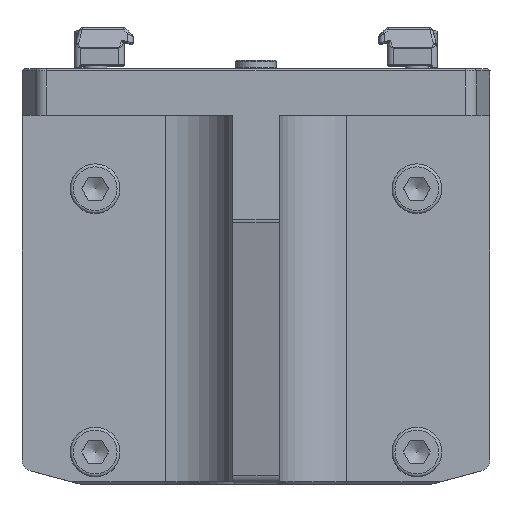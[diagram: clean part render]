
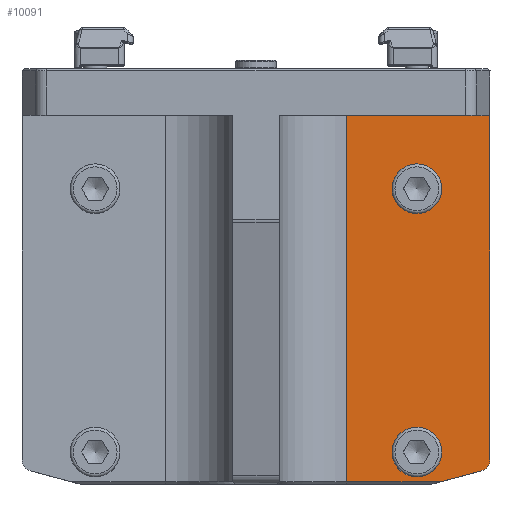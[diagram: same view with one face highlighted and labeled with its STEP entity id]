
A CAD part, top view. The second image highlights one B-rep face of the part: STEP entity #10091.
In plain terms, the highlighted planar face has unit normal (0, 0, 1).
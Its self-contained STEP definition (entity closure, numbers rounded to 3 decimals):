
#819=LINE('',#18458,#1411);
#825=LINE('',#18476,#1417);
#826=LINE('',#18480,#1418);
#827=LINE('',#18484,#1419);
#828=LINE('',#18485,#1420);
#1411=VECTOR('',#13571,10.);
#1417=VECTOR('',#13587,10.);
#1418=VECTOR('',#13592,10.);
#1419=VECTOR('',#13595,10.);
#1420=VECTOR('',#13596,10.);
#1863=FACE_BOUND('',#2919,.T.);
#1864=FACE_BOUND('',#2920,.T.);
#2290=FACE_OUTER_BOUND('',#2918,.T.);
#2918=EDGE_LOOP('',(#8034,#8035,#8036,#8037,#8038,#8039));
#2919=EDGE_LOOP('',(#8040,#8041));
#2920=EDGE_LOOP('',(#8042,#8043));
#3195=CIRCLE('',#10390,4.25);
#3196=CIRCLE('',#10391,4.25);
#3213=CIRCLE('',#10423,4.25);
#3214=CIRCLE('',#10424,4.25);
#3577=CIRCLE('',#11145,2.);
#3839=VERTEX_POINT('',#14774);
#3840=VERTEX_POINT('',#14775);
#3869=VERTEX_POINT('',#14874);
#3870=VERTEX_POINT('',#14875);
#4419=VERTEX_POINT('',#18441);
#4425=VERTEX_POINT('',#18456);
#4432=VERTEX_POINT('',#18475);
#4433=VERTEX_POINT('',#18479);
#4434=VERTEX_POINT('',#18481);
#4435=VERTEX_POINT('',#18483);
#4762=EDGE_CURVE('',#3839,#3840,#3195,.T.);
#4763=EDGE_CURVE('',#3840,#3839,#3196,.T.);
#4803=EDGE_CURVE('',#3869,#3870,#3213,.T.);
#4804=EDGE_CURVE('',#3870,#3869,#3214,.T.);
#5677=EDGE_CURVE('',#4425,#4419,#819,.T.);
#5686=EDGE_CURVE('',#4419,#4432,#825,.T.);
#5688=EDGE_CURVE('',#4433,#4425,#826,.T.);
#5689=EDGE_CURVE('',#4434,#4433,#3577,.T.);
#5690=EDGE_CURVE('',#4435,#4434,#827,.T.);
#5691=EDGE_CURVE('',#4432,#4435,#828,.T.);
#8034=ORIENTED_EDGE('',*,*,#5677,.F.);
#8035=ORIENTED_EDGE('',*,*,#5688,.F.);
#8036=ORIENTED_EDGE('',*,*,#5689,.F.);
#8037=ORIENTED_EDGE('',*,*,#5690,.F.);
#8038=ORIENTED_EDGE('',*,*,#5691,.F.);
#8039=ORIENTED_EDGE('',*,*,#5686,.F.);
#8040=ORIENTED_EDGE('',*,*,#4762,.T.);
#8041=ORIENTED_EDGE('',*,*,#4763,.T.);
#8042=ORIENTED_EDGE('',*,*,#4803,.T.);
#8043=ORIENTED_EDGE('',*,*,#4804,.T.);
#9081=PLANE('',#11144);
#10091=ADVANCED_FACE('',(#2290,#1863,#1864),#9081,.T.);
#10390=AXIS2_PLACEMENT_3D('',#14776,#11735,#11736);
#10391=AXIS2_PLACEMENT_3D('',#14777,#11737,#11738);
#10423=AXIS2_PLACEMENT_3D('',#14876,#11817,#11818);
#10424=AXIS2_PLACEMENT_3D('',#14877,#11819,#11820);
#11144=AXIS2_PLACEMENT_3D('',#18478,#13590,#13591);
#11145=AXIS2_PLACEMENT_3D('',#18482,#13593,#13594);
#11735=DIRECTION('center_axis',(0.,0.,
-1.));
#11736=DIRECTION('ref_axis',(0.,1.,0.));
#11737=DIRECTION('center_axis',(0.,0.,
-1.));
#11738=DIRECTION('ref_axis',(0.,1.,0.));
#11817=DIRECTION('center_axis',(0.,0.,
-1.));
#11818=DIRECTION('ref_axis',(0.,1.,0.));
#11819=DIRECTION('center_axis',(0.,0.,
-1.));
#11820=DIRECTION('ref_axis',(0.,1.,0.));
#13571=DIRECTION('',(-1.,0.,0.));
#13587=DIRECTION('',(0.,1.,0.));
#13590=DIRECTION('center_axis',(0.,0.,
1.));
#13591=DIRECTION('ref_axis',(-1.,0.,0.));
#13592=DIRECTION('',(-0.966,-0.259,0.));
#13593=DIRECTION('center_axis',(0.,0.,
-1.));
#13594=DIRECTION('ref_axis',(0.793,-0.609,0.));
#13595=DIRECTION('',(0.,-1.,0.));
#13596=DIRECTION('',(1.,0.,0.));
#14774=CARTESIAN_POINT('',(-1504.3,212.75,78.));
#14775=CARTESIAN_POINT('',(-1504.3,204.25,78.));
#14776=CARTESIAN_POINT('Origin',(-1504.3,208.5,78.));
#14777=CARTESIAN_POINT('Origin',(-1504.3,208.5,78.));
#14874=CARTESIAN_POINT('',(-1504.3,257.75,78.));
#14875=CARTESIAN_POINT('',(-1504.3,249.25,78.));
#14876=CARTESIAN_POINT('Origin',(-1504.3,253.5,78.));
#14877=CARTESIAN_POINT('Origin',(-1504.3,253.5,78.));
#18441=CARTESIAN_POINT('',(-1516.3,203.4,78.));
#18456=CARTESIAN_POINT('',(-1500.307,203.4,78.));
#18458=CARTESIAN_POINT('',(-1511.8,203.4,78.));
#18475=CARTESIAN_POINT('',(-1516.3,266.,78.));
#18476=CARTESIAN_POINT('',(-1516.3,266.,78.));
#18478=CARTESIAN_POINT('Origin',(-1491.8,266.,78.));
#18479=CARTESIAN_POINT('',(-1493.282,205.282,78.));
#18480=CARTESIAN_POINT('',(-1486.76,207.03,78.));
#18481=CARTESIAN_POINT('',(-1491.8,207.214,78.));
#18482=CARTESIAN_POINT('Origin',(-1493.8,207.214,78.));
#18483=CARTESIAN_POINT('',(-1491.8,266.,78.));
#18484=CARTESIAN_POINT('',(-1491.8,266.,78.));
#18485=CARTESIAN_POINT('',(-1511.8,266.,78.));
